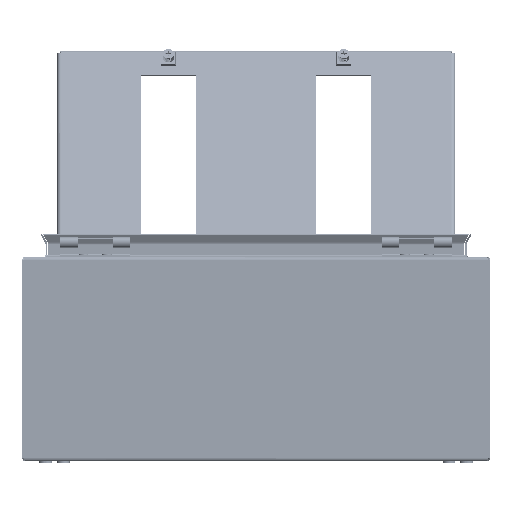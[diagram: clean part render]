
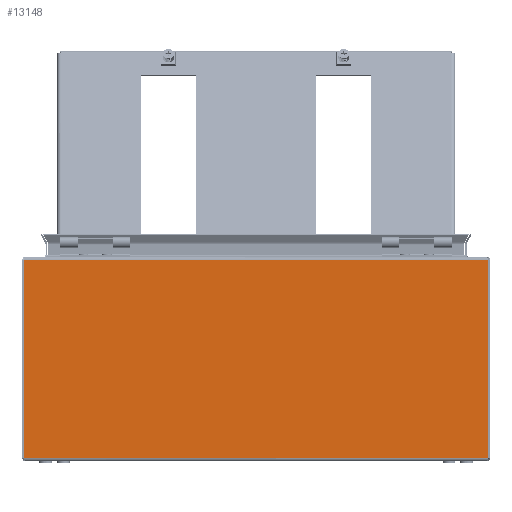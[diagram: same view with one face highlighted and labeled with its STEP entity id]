
A CAD part, front view. The second image highlights one B-rep face of the part: STEP entity #13148.
In plain terms, the highlighted planar face has unit normal (0, -1, 0).
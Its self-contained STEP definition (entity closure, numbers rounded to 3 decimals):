
#3096 = LINE ( 'NONE', #3115, #22894 ) ;
#3105 = LINE ( 'NONE', #3106, #22904 ) ;
#3106 = CARTESIAN_POINT ( 'NONE',  ( -198.5, -150., 1.5 ) ) ;
#3107 = DIRECTION ( 'NONE',  ( -1., 0., 0. ) ) ;
#3111 = LINE ( 'NONE', #3113, #24200 ) ;
#3113 = CARTESIAN_POINT ( 'NONE',  ( 197.793, -150., 170.5 ) ) ;
#3114 = DIRECTION ( 'NONE',  ( -1., 0., 0. ) ) ;
#3115 = CARTESIAN_POINT ( 'NONE',  ( -198.4, -150., 1.5 ) ) ;
#3116 = DIRECTION ( 'NONE',  ( 0., 0., 1. ) ) ;
#3117 = LINE ( 'NONE', #3118, #22902 ) ;
#3118 = CARTESIAN_POINT ( 'NONE',  ( 198.4, -150., 1.5 ) ) ;
#3119 = DIRECTION ( 'NONE',  ( 0., 0., 1. ) ) ;
#6106 = CARTESIAN_POINT ( 'NONE',  ( -198.4, -150., 1.5 ) ) ;
#6409 = CARTESIAN_POINT ( 'NONE',  ( -198.4, -150., 170.5 ) ) ;
#7384 = CARTESIAN_POINT ( 'NONE',  ( 198.4, -150., 170.5 ) ) ;
#7542 = CARTESIAN_POINT ( 'NONE',  ( 198.4, -150., 1.5 ) ) ;
#13148 = ADVANCED_FACE ( 'NONE', ( #58048 ), #58067, .F. ) ;
#22894 = VECTOR ( 'NONE', #3116, 1000. ) ;
#22902 = VECTOR ( 'NONE', #3119, 1000. ) ;
#22904 = VECTOR ( 'NONE', #3107, 1000. ) ;
#24200 = VECTOR ( 'NONE', #3114, 1000. ) ;
#47980 = AXIS2_PLACEMENT_3D ( 'NONE', #58070, #58071, #58072 ) ;
#58048 = FACE_OUTER_BOUND ( 'NONE', #103053, .T. ) ;
#58067 = PLANE ( 'NONE',  #47980 ) ;
#58070 = CARTESIAN_POINT ( 'NONE',  ( -198.5, -150., 172. ) ) ;
#58071 = DIRECTION ( 'NONE',  ( 0., 1., 0. ) ) ;
#58072 = DIRECTION ( 'NONE',  ( 0., 0., 1. ) ) ;
#59508 = ORIENTED_EDGE ( 'NONE', *, *, #120304, .T. ) ;
#59509 = ORIENTED_EDGE ( 'NONE', *, *, #120305, .F. ) ;
#59510 = ORIENTED_EDGE ( 'NONE', *, *, #120301, .F. ) ;
#59511 = ORIENTED_EDGE ( 'NONE', *, *, #120306, .T. ) ;
#103053 = EDGE_LOOP ( 'NONE', ( #59508, #59509, #59510, #59511 ) ) ;
#120301 = EDGE_CURVE ( 'NONE', #122033, #120929, #3105, .T. ) ;
#120304 = EDGE_CURVE ( 'NONE', #121863, #121093, #3111, .T. ) ;
#120305 = EDGE_CURVE ( 'NONE', #120929, #121093, #3096, .T. ) ;
#120306 = EDGE_CURVE ( 'NONE', #122033, #121863, #3117, .T. ) ;
#120929 = VERTEX_POINT ( 'NONE', #6106 ) ;
#121093 = VERTEX_POINT ( 'NONE', #6409 ) ;
#121863 = VERTEX_POINT ( 'NONE', #7384 ) ;
#122033 = VERTEX_POINT ( 'NONE', #7542 ) ;
